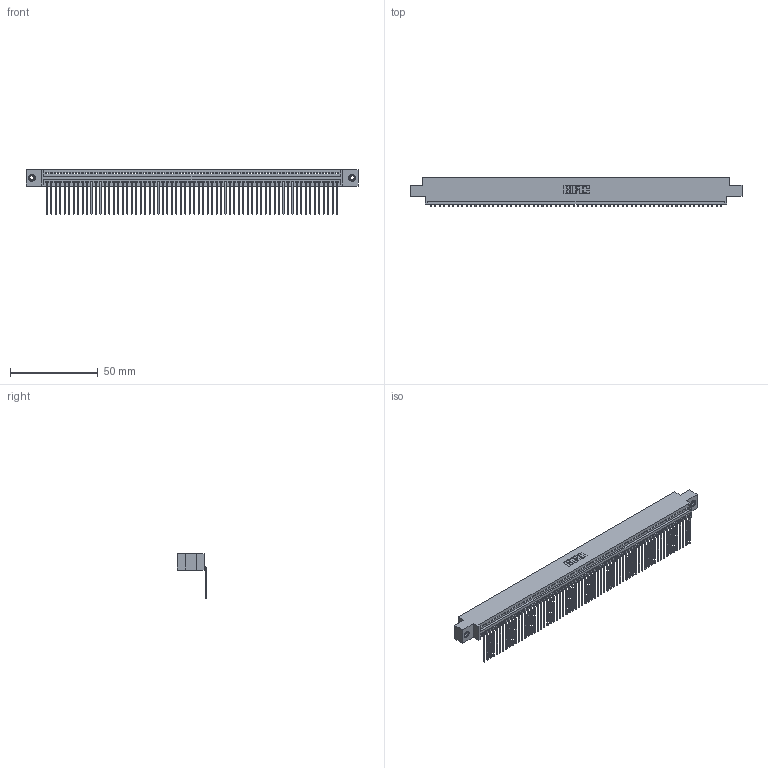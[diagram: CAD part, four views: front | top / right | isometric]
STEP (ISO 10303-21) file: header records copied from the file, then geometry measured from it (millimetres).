
FILE_DESCRIPTION (( 'STEP AP203' ), '1' );
FILE_NAME ('395-066-559-608.STEP', '2018-11-25T07:06:02', ( '' ), ( '' ), 'SwSTEP 2.0', 'SolidWorks 2016', '' );
FILE_SCHEMA (( 'CONFIG_CONTROL_DESIGN' ));
Length unit declared in the file: inch
Products named in the file (4): 345-250-001_345-250-003-102; 345 Part_0.170 Offset - 0.156 Dia-TI; 395-066-559-608; 345-292-001_558 559 Tail - 1
Assembly tree (69 placements, depth 2):
  395-066-559-608
    345 Part_0.170 Offset - 0.156 Dia-TI
    345-292-001_558 559 Tail - 1  x66
    345-250-001_345-250-003-102  x2
Bounding box: 188.85 x 16.75 x 25.53 mm (x, y, z)
Volume: 18233.7 mm3; surface area: 25994.9 mm2
Topology: 69 solids, 69 shells, 4150 faces, 12501 edges, 8238 vertices
Faces by surface type: plane 2888, cylinder 1246, cone 12, torus 4
Entity records: 47844 total; most frequent: CARTESIAN_POINT 8269, ORIENTED_EDGE 8262, DIRECTION 7213, EDGE_CURVE 4131, VECTOR 3715, LINE 3715, VERTEX_POINT 2748, AXIS2_PLACEMENT_3D 1749
